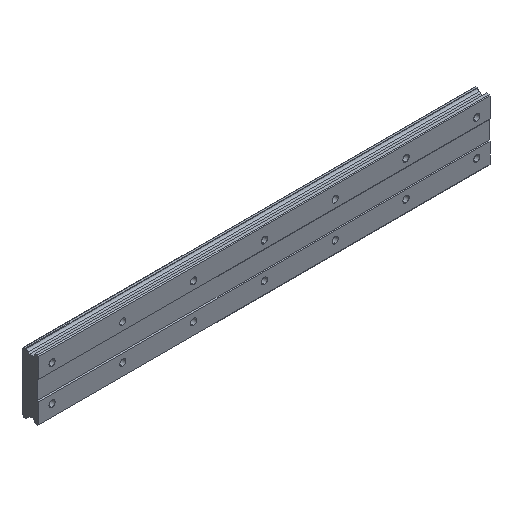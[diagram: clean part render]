
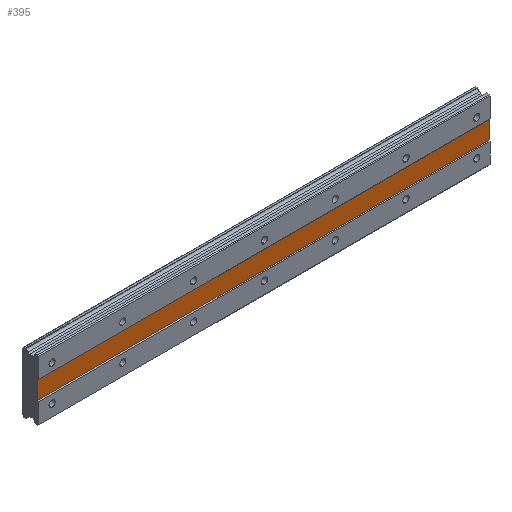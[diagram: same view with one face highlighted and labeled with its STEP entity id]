
A CAD part, isometric view. The second image highlights one B-rep face of the part: STEP entity #395.
In plain terms, the highlighted planar face has unit normal (0, -1, 0).
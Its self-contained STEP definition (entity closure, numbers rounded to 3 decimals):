
#92 = ORIENTED_EDGE ( 'NONE', *, *, #2560, .T. ) ;
#254 = VECTOR ( 'NONE', #1309, 1000. ) ;
#296 = LINE ( 'NONE', #3103, #254 ) ;
#305 = FACE_OUTER_BOUND ( 'NONE', #1096, .T. ) ;
#395 = ADVANCED_FACE ( 'NONE', ( #305 ), #2804, .F. ) ;
#546 = VERTEX_POINT ( 'NONE', #2173 ) ;
#553 = DIRECTION ( 'NONE',  ( 0., 1., 0. ) ) ;
#640 = DIRECTION ( 'NONE',  ( 1., 0., 0. ) ) ;
#762 = DIRECTION ( 'NONE',  ( 0., 0., -1. ) ) ;
#1024 = VECTOR ( 'NONE', #2657, 1000. ) ;
#1033 = VERTEX_POINT ( 'NONE', #1522 ) ;
#1096 = EDGE_LOOP ( 'NONE', ( #92, #2241, #2099, #1321 ) ) ;
#1309 = DIRECTION ( 'NONE',  ( 1., 0., 0. ) ) ;
#1321 = ORIENTED_EDGE ( 'NONE', *, *, #2983, .T. ) ;
#1379 = LINE ( 'NONE', #1929, #1024 ) ;
#1522 = CARTESIAN_POINT ( 'NONE',  ( -15., 1., 10. ) ) ;
#1599 = DIRECTION ( 'NONE',  ( 0., 0., 1. ) ) ;
#1631 = LINE ( 'NONE', #3146, #2655 ) ;
#1741 = VERTEX_POINT ( 'NONE', #2084 ) ;
#1750 = LINE ( 'NONE', #2254, #3244 ) ;
#1841 = VERTEX_POINT ( 'NONE', #3188 ) ;
#1929 = CARTESIAN_POINT ( 'NONE',  ( -15., 1., 34.482 ) ) ;
#2019 = AXIS2_PLACEMENT_3D ( 'NONE', #2297, #553, #1599 ) ;
#2084 = CARTESIAN_POINT ( 'NONE',  ( 495., 1., -10. ) ) ;
#2099 = ORIENTED_EDGE ( 'NONE', *, *, #2174, .F. ) ;
#2173 = CARTESIAN_POINT ( 'NONE',  ( -15., 1., -10. ) ) ;
#2174 = EDGE_CURVE ( 'NONE', #1033, #1841, #296, .T. ) ;
#2241 = ORIENTED_EDGE ( 'NONE', *, *, #2362, .F. ) ;
#2254 = CARTESIAN_POINT ( 'NONE',  ( 495., 1., 34.482 ) ) ;
#2297 = CARTESIAN_POINT ( 'NONE',  ( 495., 1., 10. ) ) ;
#2362 = EDGE_CURVE ( 'NONE', #1841, #1741, #1750, .T. ) ;
#2560 = EDGE_CURVE ( 'NONE', #546, #1741, #1631, .T. ) ;
#2655 = VECTOR ( 'NONE', #640, 1000. ) ;
#2657 = DIRECTION ( 'NONE',  ( 0., 0., -1. ) ) ;
#2804 = PLANE ( 'NONE',  #2019 ) ;
#2983 = EDGE_CURVE ( 'NONE', #1033, #546, #1379, .T. ) ;
#3103 = CARTESIAN_POINT ( 'NONE',  ( 495., 1., 10. ) ) ;
#3146 = CARTESIAN_POINT ( 'NONE',  ( 495., 1., -10. ) ) ;
#3188 = CARTESIAN_POINT ( 'NONE',  ( 495., 1., 10. ) ) ;
#3244 = VECTOR ( 'NONE', #762, 1000. ) ;
